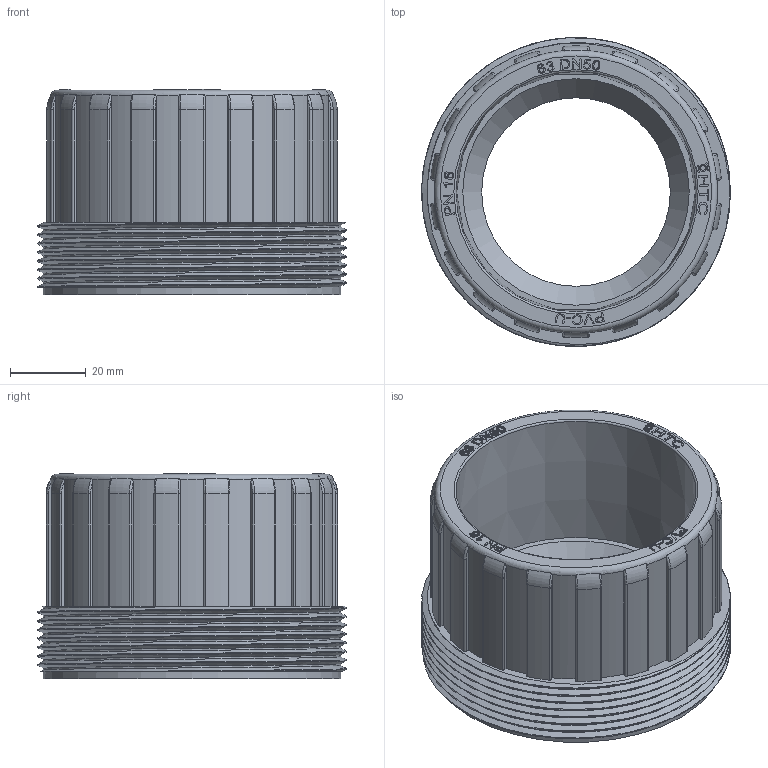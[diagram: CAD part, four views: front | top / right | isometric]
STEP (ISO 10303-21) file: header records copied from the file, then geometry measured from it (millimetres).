
FILE_DESCRIPTION(/* description */ (''),/* implementation_level */ '2;1');
FILE_NAME(/* name */ 'AF0600.SKM.063.step',/* time_stamp */ '2026-01-07T08:25:43+01:00',/* author */ (''),/* organization */ (''),/* preprocessor_version */ 'ST-DEVELOPER v20.1',/* originating_system */ 'Autodesk Translation Framework v14.21.0.0',/* authorisation */ '');
FILE_SCHEMA (('AUTOMOTIVE_DESIGN { 1 0 10303 214 3 1 1 }'));
Length unit declared in the file: millimetre
Products named in the file (1): 2026-01-07-06-16-14-914
Bounding box: 81.53 x 81.52 x 54.3 mm (x, y, z)
Volume: 96908.1 mm3; surface area: 34223.4 mm2
Topology: 1 solids, 1 shells, 1040 faces, 2981 edges, 1975 vertices
Faces by surface type: plane 874, cylinder 97, bspline 47, torus 20, cone 2
Full cylindrical faces by diameter (mm): 1.3 x1, 1.95 x1, 49.8 x1, 60 x1, 70 x1, 78.576 x7, 81.534 x6
Entity records: 39570 total; most frequent: CARTESIAN_POINT 12580, ORIENTED_EDGE 5962, DIRECTION 5036, EDGE_CURVE 2981, LINE 2588, VECTOR 2588, VERTEX_POINT 1975, AXIS2_PLACEMENT_3D 1224
